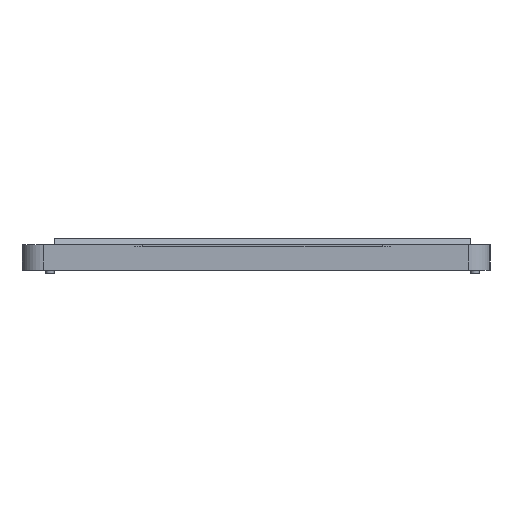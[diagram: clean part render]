
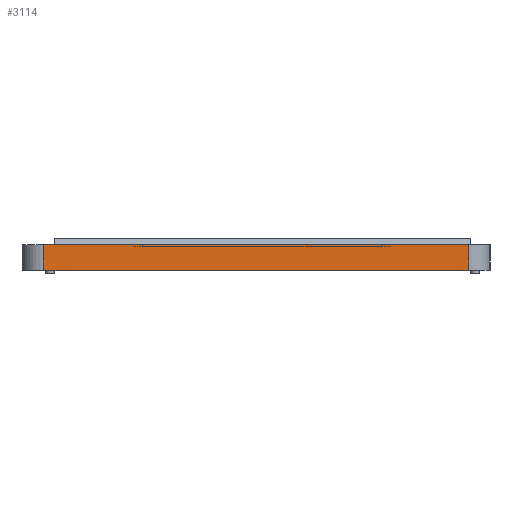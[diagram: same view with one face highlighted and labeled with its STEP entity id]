
A CAD part, left-side view. The second image highlights one B-rep face of the part: STEP entity #3114.
In plain terms, the highlighted planar face has unit normal (-1, 0, 0).
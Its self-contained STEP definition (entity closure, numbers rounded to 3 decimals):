
#416=FACE_OUTER_BOUND('',#594,.T.);
#594=EDGE_LOOP('',(#2740,#2741,#2742,#2743));
#755=LINE('',#4771,#1042);
#847=LINE('',#5087,#1134);
#891=LINE('',#5301,#1178);
#893=LINE('',#5304,#1180);
#1042=VECTOR('',#3732,10.);
#1134=VECTOR('',#4078,10.);
#1178=VECTOR('',#4318,10.);
#1180=VECTOR('',#4322,10.);
#1344=VERTEX_POINT('',#4768);
#1345=VERTEX_POINT('',#4770);
#1441=VERTEX_POINT('',#5085);
#1442=VERTEX_POINT('',#5086);
#1677=EDGE_CURVE('',#1345,#1344,#755,.T.);
#1836=EDGE_CURVE('',#1441,#1442,#847,.T.);
#1949=EDGE_CURVE('',#1344,#1441,#891,.T.);
#1951=EDGE_CURVE('',#1345,#1442,#893,.T.);
#2740=ORIENTED_EDGE('',*,*,#1836,.T.);
#2741=ORIENTED_EDGE('',*,*,#1951,.F.);
#2742=ORIENTED_EDGE('',*,*,#1677,.T.);
#2743=ORIENTED_EDGE('',*,*,#1949,.T.);
#2987=PLANE('',#3443);
#3114=ADVANCED_FACE('',(#416),#2987,.T.);
#3443=AXIS2_PLACEMENT_3D('',#5303,#4320,#4321);
#3732=DIRECTION('',(0.,-1.,0.));
#4078=DIRECTION('',(0.,1.,0.));
#4318=DIRECTION('',(0.,0.,1.));
#4320=DIRECTION('center_axis',(-1.,0.,0.));
#4321=DIRECTION('ref_axis',(0.,1.,0.));
#4322=DIRECTION('',(0.,0.,1.));
#4768=CARTESIAN_POINT('',(-5.114,-95.794,-7.5));
#4770=CARTESIAN_POINT('',(-5.114,3.654,-7.5));
#4771=CARTESIAN_POINT('',(-5.114,-70.932,-7.5));
#5085=CARTESIAN_POINT('',(-5.114,-95.794,-1.5));
#5086=CARTESIAN_POINT('',(-5.114,3.654,-1.5));
#5087=CARTESIAN_POINT('',(-5.114,-70.932,-1.5));
#5301=CARTESIAN_POINT('',(-5.114,-95.794,0.));
#5303=CARTESIAN_POINT('Origin',(-5.114,-95.794,0.));
#5304=CARTESIAN_POINT('',(-5.114,3.654,0.));
